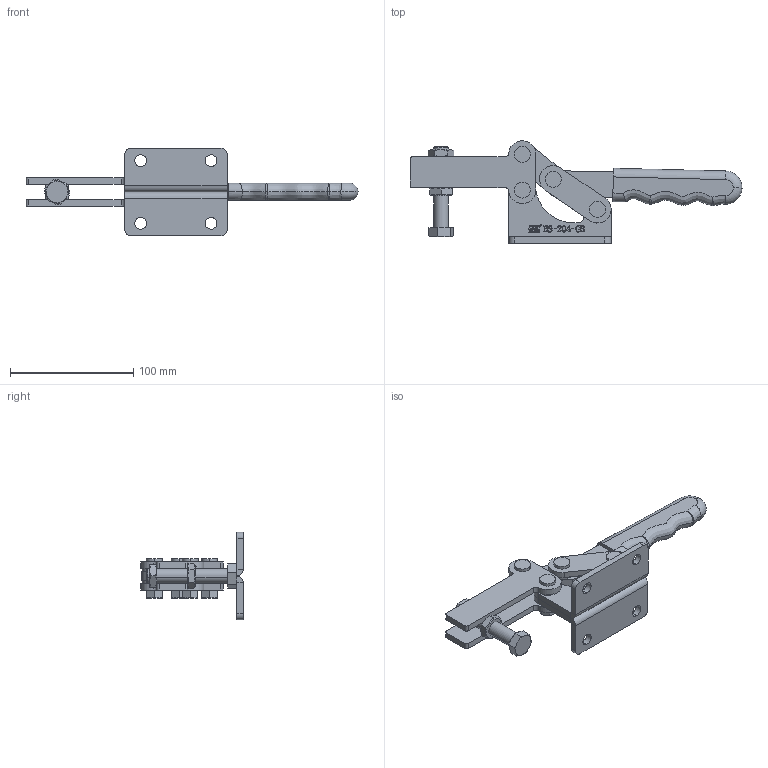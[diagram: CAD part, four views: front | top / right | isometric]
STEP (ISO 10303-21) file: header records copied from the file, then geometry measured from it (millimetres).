
FILE_DESCRIPTION (( 'STEP AP203' ), '1' );
FILE_NAME ('HS-204-GB 装配体.STEP', '2018-12-07T03:40:50', ( 'PCOS' ), ( '微软中国' ), 'SwSTEP 2.0', 'SolidWorks 2012', '' );
FILE_SCHEMA (( 'CONFIG_CONTROL_DESIGN' ));
Length unit declared in the file: millimetre
Products named in the file (11): HS-204-GB 蚾饜极; hexagon head bolts-full thread gb_GB_FASTENER_BOLT_STBAB A M12X65-N; hex thin nuts-grades ab-chamfered gb_GB_FASTENER_NUT_STNAB M12-N; 揤參; 种; 忒梟; 忒參; 蟀裝; 菜え; 菁釱酘; 菁釱衵
Assembly tree (23 placements, depth 2):
  HS-204-GB 蚾饜极
    菁釱衵
    菁釱酘
    菜え  x8
    蟀裝  x2
    忒參
    忒梟
    种  x4
    揤參  x2
    hex thin nuts-grades ab-chamfered gb_GB_FASTENER_NUT_STNAB M12-N  x2
    hexagon head bolts-full thread gb_GB_FASTENER_BOLT_STBAB A M12X65-N
Bounding box: 269.1 x 82.94 x 71 mm (x, y, z)
Volume: 160860.5 mm3; surface area: 76120.1 mm2
Topology: 23 solids, 23 shells, 711 faces, 1811 edges, 1182 vertices
Faces by surface type: plane 352, cylinder 165, bspline 148, cone 26, torus 20
Entity records: 29678 total; most frequent: CARTESIAN_POINT 14846, ORIENTED_EDGE 3000, DIRECTION 2303, EDGE_CURVE 1500, VERTEX_POINT 984, VECTOR 907, LINE 907, AXIS2_PLACEMENT_3D 698
